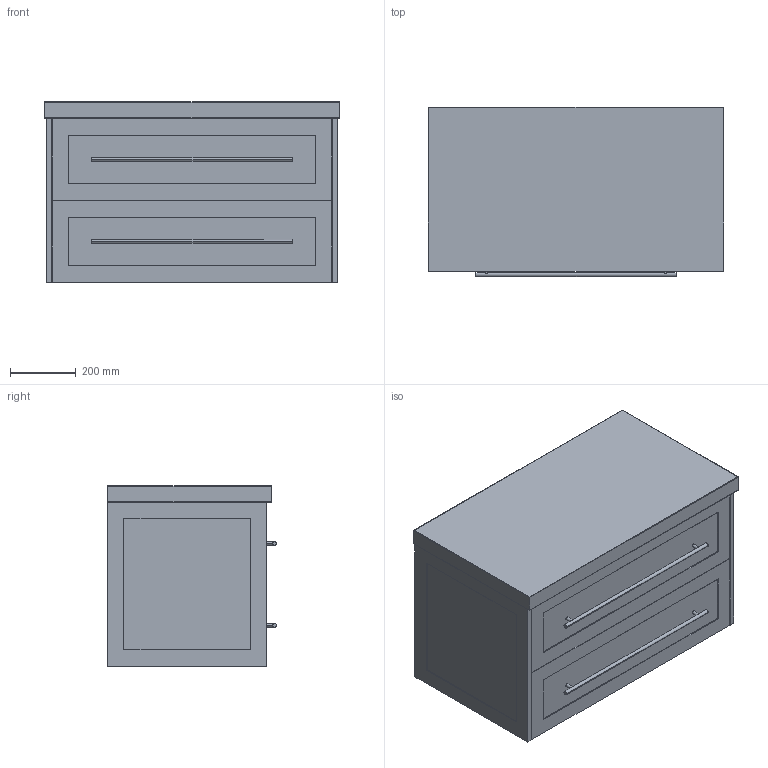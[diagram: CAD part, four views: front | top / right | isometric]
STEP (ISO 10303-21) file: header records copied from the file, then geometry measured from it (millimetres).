
FILE_DESCRIPTION(/* description */ (''),/* implementation_level */ '2;1');
FILE_NAME(/* name */ 'Kado Lux All-Drawer WH 900 (50MM)',/* time_stamp */ '2025-07-09T14:57:28+10:00',/* author */ (''),/* organization */ (''),/* preprocessor_version */ 'ST-DEVELOPER v16.5',/* originating_system */ '',/* authorisation */ '');
FILE_SCHEMA (('AUTOMOTIVE_DESIGN'));
Length unit declared in the file: millimetre
Products named in the file (9): Document; Kado Lux All-Drawer WH 900 (50MM); Kado Lux All-Drawer (Wall Hung)36; Kado Lux All-Drawer WH ALL CARCASS32333435; Kado Lux All-Drawer WH 900 Carcass31; Cross Bar Handle 5441213; Kado Lux All-Drawer WH 900 Carcass9; Blank Benchtops ALL1415161718192021222324252627282930; 900 Benchtop (50mm)234567
Assembly tree (9 placements, depth 6):
  Document
    Kado Lux All-Drawer WH 900 (50MM)
      Kado Lux All-Drawer (Wall Hung)36
        Kado Lux All-Drawer WH ALL CARCASS32333435
          Kado Lux All-Drawer WH 900 Carcass31
            Cross Bar Handle 5441213  x2
            Kado Lux All-Drawer WH 900 Carcass9
      Blank Benchtops ALL1415161718192021222324252627282930
        900 Benchtop (50mm)234567
Bounding box: 900 x 515 x 550 mm (x, y, z)
Volume: 36575977.6 mm3; surface area: 6553919.3 mm2
Topology: 8 solids, 8 shells, 119 faces, 261 edges, 158 vertices
Faces by surface type: plane 74, cylinder 31, bspline 14
Entity records: 3251 total; most frequent: CARTESIAN_POINT 1312, ORIENTED_EDGE 454, EDGE_CURVE 227, B_SPLINE_CURVE_WITH_KNOTS 179, VERTEX_POINT 142, DIRECTION 137, EDGE_LOOP 119, AXIS2_PLACEMENT_3D 116
